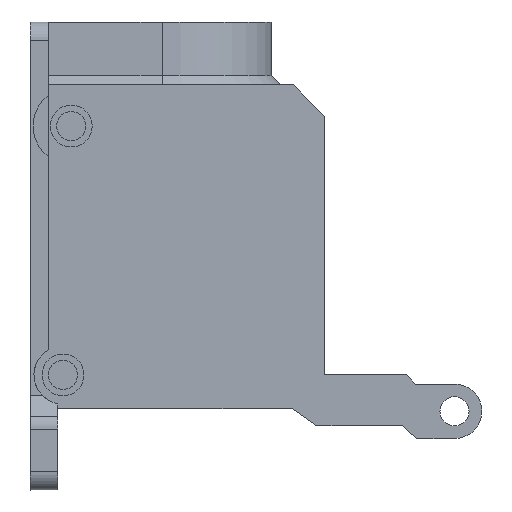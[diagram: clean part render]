
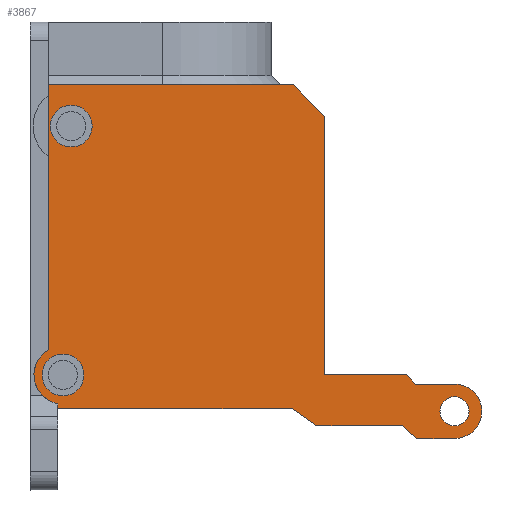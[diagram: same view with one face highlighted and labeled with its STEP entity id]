
A CAD part, left-side view. The second image highlights one B-rep face of the part: STEP entity #3867.
In plain terms, the highlighted planar face has unit normal (-1, 0, 0).
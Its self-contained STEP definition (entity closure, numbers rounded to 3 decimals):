
#177=CIRCLE('',#4118,2.3);
#198=CIRCLE('',#4163,1.6);
#199=CIRCLE('',#4164,3.2);
#200=CIRCLE('',#4165,3.);
#201=CIRCLE('',#4166,2.3);
#607=ORIENTED_EDGE('',*,*,#1531,.T.);
#608=ORIENTED_EDGE('',*,*,#1616,.F.);
#609=ORIENTED_EDGE('',*,*,#1617,.T.);
#610=ORIENTED_EDGE('',*,*,#1618,.T.);
#611=ORIENTED_EDGE('',*,*,#1619,.F.);
#612=ORIENTED_EDGE('',*,*,#1620,.T.);
#613=ORIENTED_EDGE('',*,*,#1621,.F.);
#614=ORIENTED_EDGE('',*,*,#1622,.F.);
#615=ORIENTED_EDGE('',*,*,#1552,.F.);
#616=ORIENTED_EDGE('',*,*,#1615,.T.);
#617=ORIENTED_EDGE('',*,*,#1623,.F.);
#618=ORIENTED_EDGE('',*,*,#1624,.T.);
#619=ORIENTED_EDGE('',*,*,#1590,.T.);
#620=ORIENTED_EDGE('',*,*,#1625,.F.);
#621=ORIENTED_EDGE('',*,*,#1626,.T.);
#622=ORIENTED_EDGE('',*,*,#1594,.T.);
#623=ORIENTED_EDGE('',*,*,#1627,.T.);
#624=ORIENTED_EDGE('',*,*,#1628,.F.);
#625=ORIENTED_EDGE('',*,*,#1629,.T.);
#1531=EDGE_CURVE('',#2043,#2043,#177,.T.);
#1552=EDGE_CURVE('',#2060,#2061,#2435,.T.);
#1590=EDGE_CURVE('',#2091,#2090,#2460,.T.);
#1594=EDGE_CURVE('',#2095,#2094,#2464,.T.);
#1615=EDGE_CURVE('',#2060,#2112,#2475,.T.);
#1616=EDGE_CURVE('',#2113,#2113,#198,.F.);
#1617=EDGE_CURVE('',#2114,#2115,#2476,.T.);
#1618=EDGE_CURVE('',#2115,#2116,#199,.T.);
#1619=EDGE_CURVE('',#2117,#2116,#2477,.T.);
#1620=EDGE_CURVE('',#2117,#2118,#2478,.T.);
#1621=EDGE_CURVE('',#2119,#2118,#2479,.T.);
#1622=EDGE_CURVE('',#2061,#2119,#2480,.T.);
#1623=EDGE_CURVE('',#2120,#2112,#2481,.T.);
#1624=EDGE_CURVE('',#2120,#2091,#200,.T.);
#1625=EDGE_CURVE('',#2121,#2090,#2482,.F.);
#1626=EDGE_CURVE('',#2121,#2095,#2483,.F.);
#1627=EDGE_CURVE('',#2094,#2122,#2484,.T.);
#1628=EDGE_CURVE('',#2114,#2122,#2485,.T.);
#1629=EDGE_CURVE('',#2123,#2123,#201,.T.);
#2043=VERTEX_POINT('',#5949);
#2060=VERTEX_POINT('',#5990);
#2061=VERTEX_POINT('',#5992);
#2090=VERTEX_POINT('',#6066);
#2091=VERTEX_POINT('',#6068);
#2094=VERTEX_POINT('',#6075);
#2095=VERTEX_POINT('',#6077);
#2112=VERTEX_POINT('',#6118);
#2113=VERTEX_POINT('',#6122);
#2114=VERTEX_POINT('',#6124);
#2115=VERTEX_POINT('',#6125);
#2116=VERTEX_POINT('',#6127);
#2117=VERTEX_POINT('',#6129);
#2118=VERTEX_POINT('',#6131);
#2119=VERTEX_POINT('',#6133);
#2120=VERTEX_POINT('',#6136);
#2121=VERTEX_POINT('',#6139);
#2122=VERTEX_POINT('',#6142);
#2123=VERTEX_POINT('',#6145);
#2435=LINE('',#5991,#2776);
#2460=LINE('',#6067,#2801);
#2464=LINE('',#6076,#2805);
#2475=LINE('',#6119,#2816);
#2476=LINE('',#6123,#2817);
#2477=LINE('',#6128,#2818);
#2478=LINE('',#6130,#2819);
#2479=LINE('',#6132,#2820);
#2480=LINE('',#6134,#2821);
#2481=LINE('',#6135,#2822);
#2482=LINE('',#6138,#2823);
#2483=LINE('',#6140,#2824);
#2484=LINE('',#6141,#2825);
#2485=LINE('',#6143,#2826);
#2776=VECTOR('',#4724,1000.);
#2801=VECTOR('',#4791,1000.);
#2805=VECTOR('',#4797,1000.);
#2816=VECTOR('',#4836,1000.);
#2817=VECTOR('',#4841,1000.);
#2818=VECTOR('',#4844,1000.);
#2819=VECTOR('',#4845,1000.);
#2820=VECTOR('',#4846,1000.);
#2821=VECTOR('',#4847,1000.);
#2822=VECTOR('',#4848,1000.);
#2823=VECTOR('',#4851,1000.);
#2824=VECTOR('',#4852,1000.);
#2825=VECTOR('',#4853,1000.);
#2826=VECTOR('',#4854,1000.);
#3067=EDGE_LOOP('',(#607));
#3068=EDGE_LOOP('',(#608));
#3069=EDGE_LOOP('',(#609,#610,#611,#612,#613,#614,#615,#616,#617,#618,#619,
#620,#621,#622,#623,#624));
#3070=EDGE_LOOP('',(#625));
#3406=FACE_BOUND('',#3067,.T.);
#3407=FACE_BOUND('',#3068,.T.);
#3408=FACE_BOUND('',#3069,.T.);
#3409=FACE_BOUND('',#3070,.T.);
#3717=PLANE('',#4162);
#3867=ADVANCED_FACE('',(#3406,#3407,#3408,#3409),#3717,.F.);
#4118=AXIS2_PLACEMENT_3D('',#5948,#4691,#4692);
#4162=AXIS2_PLACEMENT_3D('',#6120,#4837,#4838);
#4163=AXIS2_PLACEMENT_3D('',#6121,#4839,#4840);
#4164=AXIS2_PLACEMENT_3D('',#6126,#4842,#4843);
#4165=AXIS2_PLACEMENT_3D('',#6137,#4849,#4850);
#4166=AXIS2_PLACEMENT_3D('',#6144,#4855,#4856);
#4691=DIRECTION('',(1.,0.,0.));
#4692=DIRECTION('',(0.,1.,0.));
#4724=DIRECTION('',(0.,1.,0.));
#4791=DIRECTION('',(0.,1.,0.));
#4797=DIRECTION('',(0.,0.,1.));
#4836=DIRECTION('',(0.,-0.741,-0.672));
#4837=DIRECTION('',(1.,0.,0.));
#4838=DIRECTION('',(0.,0.,-1.));
#4839=DIRECTION('',(1.,0.,0.));
#4840=DIRECTION('',(0.,0.,-1.));
#4841=DIRECTION('',(0.,0.,-1.));
#4842=DIRECTION('',(-1.,0.,0.));
#4843=DIRECTION('',(0.,0.,1.));
#4844=DIRECTION('',(0.,0.937,0.349));
#4845=DIRECTION('',(0.,0.,-1.));
#4846=DIRECTION('',(0.,1.,0.));
#4847=DIRECTION('',(0.,0.819,0.574));
#4848=DIRECTION('',(0.,1.,0.));
#4849=DIRECTION('',(-1.,0.,0.));
#4850=DIRECTION('',(0.,0.,1.));
#4851=DIRECTION('',(0.,0.707,0.707));
#4852=DIRECTION('',(0.,-1.,0.));
#4853=DIRECTION('',(0.,0.707,0.707));
#4854=DIRECTION('',(0.,-1.,0.));
#4855=DIRECTION('',(1.,0.,0.));
#4856=DIRECTION('',(0.,1.,0.));
#5948=CARTESIAN_POINT('',(-13.,10.9,30.3));
#5949=CARTESIAN_POINT('',(-13.,13.2,30.3));
#5990=CARTESIAN_POINT('',(-13.,-26.437,24.7));
#5991=CARTESIAN_POINT('',(-13.,-17.9,24.7));
#5992=CARTESIAN_POINT('',(-13.,-17.013,24.7));
#6066=CARTESIAN_POINT('',(-13.,-27.831,29.3));
#6067=CARTESIAN_POINT('',(-13.,-17.9,29.3));
#6068=CARTESIAN_POINT('',(-13.,-32.14,29.3));
#6075=CARTESIAN_POINT('',(-13.,-17.9,58.7));
#6076=CARTESIAN_POINT('',(-13.,-17.9,107.));
#6077=CARTESIAN_POINT('',(-13.,-17.9,30.3));
#6118=CARTESIAN_POINT('',(-13.,-27.981,23.3));
#6119=CARTESIAN_POINT('',(-13.,12.989,60.446));
#6120=CARTESIAN_POINT('',(-13.,-17.9,24.8));
#6121=CARTESIAN_POINT('',(-13.,-32.14,26.3));
#6122=CARTESIAN_POINT('',(-13.,-32.14,24.7));
#6123=CARTESIAN_POINT('',(-13.,12.5,120.189));
#6124=CARTESIAN_POINT('',(-13.,12.5,62.2));
#6125=CARTESIAN_POINT('',(-13.,12.5,33.071));
#6126=CARTESIAN_POINT('',(-13.,10.9,30.3));
#6127=CARTESIAN_POINT('',(-13.,12.018,27.302));
#6128=CARTESIAN_POINT('',(-13.,12.018,27.302));
#6129=CARTESIAN_POINT('',(-13.,11.5,27.109));
#6130=CARTESIAN_POINT('',(-13.,11.5,120.189));
#6131=CARTESIAN_POINT('',(-13.,11.5,26.6));
#6132=CARTESIAN_POINT('',(-13.,-17.9,26.6));
#6133=CARTESIAN_POINT('',(-13.,-14.299,26.6));
#6134=CARTESIAN_POINT('',(-13.,-20.068,22.56));
#6135=CARTESIAN_POINT('',(-13.,-30.,23.3));
#6136=CARTESIAN_POINT('',(-13.,-32.14,23.3));
#6137=CARTESIAN_POINT('',(-13.,-32.14,26.3));
#6138=CARTESIAN_POINT('',(-13.,-27.124,30.007));
#6139=CARTESIAN_POINT('',(-13.,-26.831,30.3));
#6140=CARTESIAN_POINT('',(-13.,-32.14,30.3));
#6141=CARTESIAN_POINT('',(-13.,-17.9,58.7));
#6142=CARTESIAN_POINT('',(-13.,-14.4,62.2));
#6143=CARTESIAN_POINT('',(-13.,-15.4,62.2));
#6144=CARTESIAN_POINT('',(-13.,9.997,57.663));
#6145=CARTESIAN_POINT('',(-13.,12.297,57.663));
